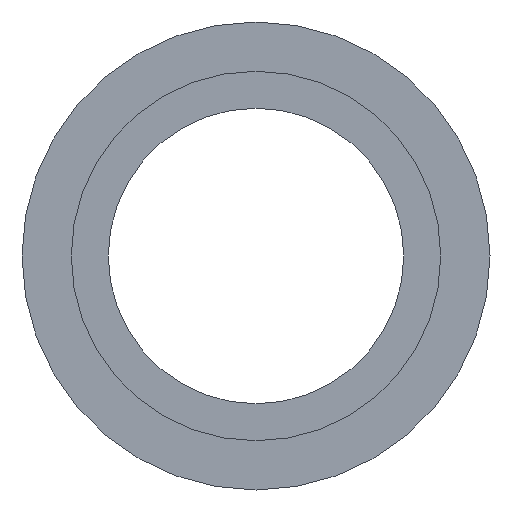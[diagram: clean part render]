
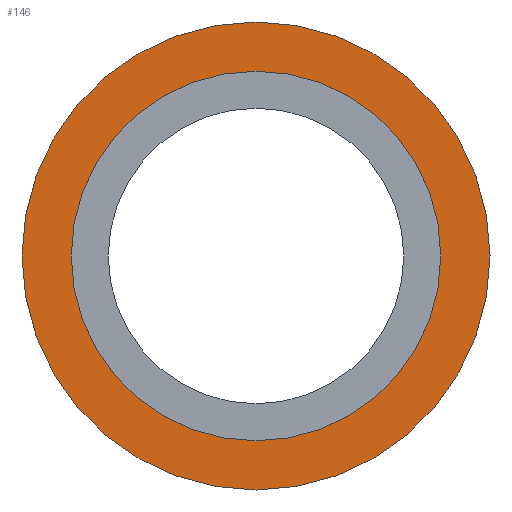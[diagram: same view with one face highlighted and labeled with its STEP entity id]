
A CAD part, front view. The second image highlights one B-rep face of the part: STEP entity #146.
In plain terms, the highlighted planar face has unit normal (0, -1, 0).
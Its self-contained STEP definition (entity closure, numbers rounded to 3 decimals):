
#1 = CARTESIAN_POINT ( 'NONE',  ( 0., 2., 0. ) ) ;
#2 = ORIENTED_EDGE ( 'NONE', *, *, #233, .F. ) ;
#3 = FACE_OUTER_BOUND ( 'NONE', #171, .T. ) ;
#7 = EDGE_CURVE ( 'NONE', #283, #27, #262, .T. ) ;
#8 = ORIENTED_EDGE ( 'NONE', *, *, #144, .T. ) ;
#16 = CIRCLE ( 'NONE', #119, 4.75 ) ;
#27 = VERTEX_POINT ( 'NONE', #165 ) ;
#28 = DIRECTION ( 'NONE',  ( 0., 0., 1. ) ) ;
#34 = FACE_BOUND ( 'NONE', #40, .T. ) ;
#37 = AXIS2_PLACEMENT_3D ( 'NONE', #1, #186, #294 ) ;
#40 = EDGE_LOOP ( 'NONE', ( #8, #148 ) ) ;
#57 = ORIENTED_EDGE ( 'NONE', *, *, #258, .F. ) ;
#72 = DIRECTION ( 'NONE',  ( 0., 1., 0. ) ) ;
#84 = DIRECTION ( 'NONE',  ( 0., -1., 0. ) ) ;
#88 = CARTESIAN_POINT ( 'NONE',  ( 0., 2., 0. ) ) ;
#92 = DIRECTION ( 'NONE',  ( 0., 0., 1. ) ) ;
#97 = CARTESIAN_POINT ( 'NONE',  ( 0., 2., 0. ) ) ;
#118 = VERTEX_POINT ( 'NONE', #252 ) ;
#119 = AXIS2_PLACEMENT_3D ( 'NONE', #97, #261, #92 ) ;
#132 = VERTEX_POINT ( 'NONE', #136 ) ;
#136 = CARTESIAN_POINT ( 'NONE',  ( 0., 2., 4.75 ) ) ;
#138 = DIRECTION ( 'NONE',  ( 0., 0., -1. ) ) ;
#142 = CARTESIAN_POINT ( 'NONE',  ( 0., 2., 0. ) ) ;
#144 = EDGE_CURVE ( 'NONE', #27, #283, #211, .T. ) ;
#146 = ADVANCED_FACE ( 'NONE', ( #34, #3 ), #289, .T. ) ;
#148 = ORIENTED_EDGE ( 'NONE', *, *, #7, .T. ) ;
#165 = CARTESIAN_POINT ( 'NONE',  ( 0., 2., 3.75 ) ) ;
#171 = EDGE_LOOP ( 'NONE', ( #2, #57 ) ) ;
#186 = DIRECTION ( 'NONE',  ( 0., 1., 0. ) ) ;
#195 = CIRCLE ( 'NONE', #37, 4.75 ) ;
#211 = CIRCLE ( 'NONE', #220, 3.75 ) ;
#220 = AXIS2_PLACEMENT_3D ( 'NONE', #88, #272, #273 ) ;
#233 = EDGE_CURVE ( 'NONE', #132, #118, #16, .T. ) ;
#241 = AXIS2_PLACEMENT_3D ( 'NONE', #142, #72, #28 ) ;
#252 = CARTESIAN_POINT ( 'NONE',  ( 0., 2., -4.75 ) ) ;
#258 = EDGE_CURVE ( 'NONE', #118, #132, #195, .T. ) ;
#261 = DIRECTION ( 'NONE',  ( 0., 1., 0. ) ) ;
#262 = CIRCLE ( 'NONE', #241, 3.75 ) ;
#268 = CARTESIAN_POINT ( 'NONE',  ( -4.75, 2., 0. ) ) ;
#272 = DIRECTION ( 'NONE',  ( 0., 1., 0. ) ) ;
#273 = DIRECTION ( 'NONE',  ( 0., 0., 1. ) ) ;
#274 = CARTESIAN_POINT ( 'NONE',  ( 0., 2., -3.75 ) ) ;
#275 = AXIS2_PLACEMENT_3D ( 'NONE', #268, #84, #138 ) ;
#283 = VERTEX_POINT ( 'NONE', #274 ) ;
#289 = PLANE ( 'NONE',  #275 ) ;
#294 = DIRECTION ( 'NONE',  ( 0., 0., 1. ) ) ;
